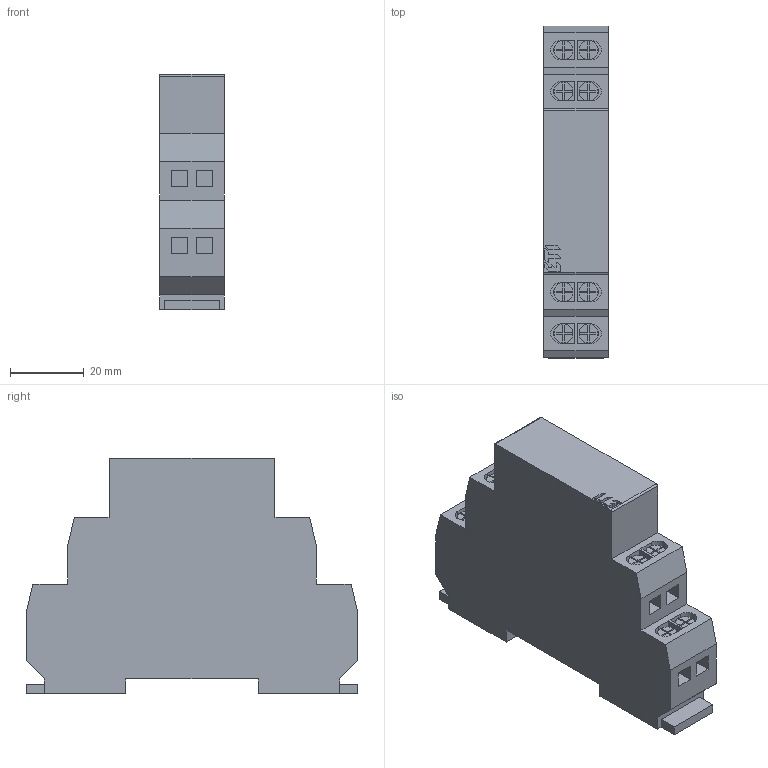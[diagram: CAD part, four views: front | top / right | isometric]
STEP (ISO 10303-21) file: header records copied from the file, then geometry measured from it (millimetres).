
FILE_DESCRIPTION((''),'2;1');
FILE_NAME('HRN54','2020-09-25T',('marketing.praksa'),('Audax d.o.o.'),'CREO PARAMETRIC BY PTC INC, 2017480','CREO PARAMETRIC BY PTC INC, 2017480','');
FILE_SCHEMA(('AUTOMOTIVE_DESIGN { 1 0 10303 214 1 1 1 1 }'));
Length unit declared in the file: millimetre
Products named in the file (1): HRN54
Bounding box: 17.6 x 90 x 63.8 mm (x, y, z)
Volume: 75358.9 mm3; surface area: 16768.6 mm2
Topology: 1 solids, 1 shells, 295 faces, 814 edges, 540 vertices
Faces by surface type: plane 245, cylinder 50
Entity records: 9990 total; most frequent: CARTESIAN_POINT 1745, ORIENTED_EDGE 1628, DIRECTION 1552, EDGE_CURVE 814, VECTOR 626, LINE 626, VERTEX_POINT 540, AXIS2_PLACEMENT_3D 463
